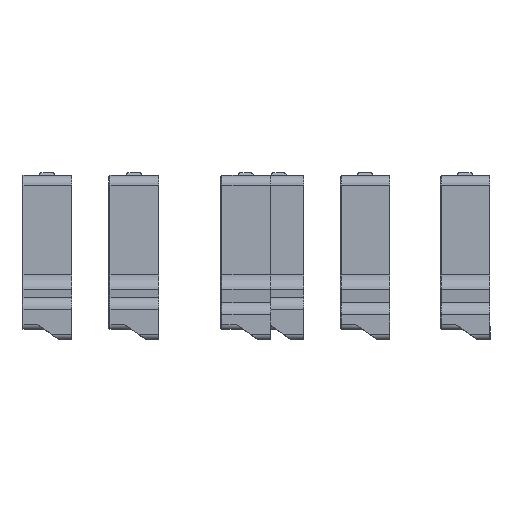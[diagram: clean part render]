
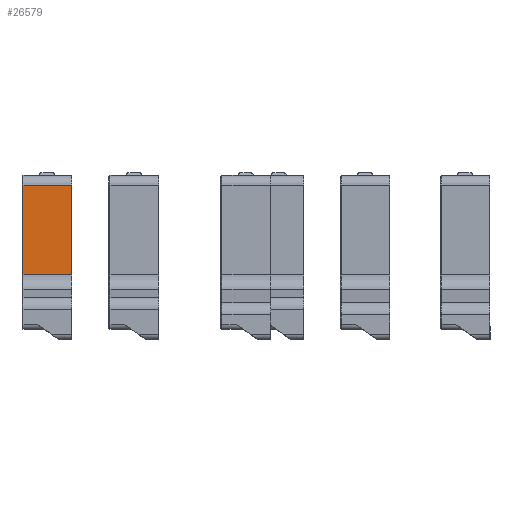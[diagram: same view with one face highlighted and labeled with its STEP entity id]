
A CAD part, front view. The second image highlights one B-rep face of the part: STEP entity #26579.
In plain terms, the highlighted planar face has unit normal (0, -1, 0).
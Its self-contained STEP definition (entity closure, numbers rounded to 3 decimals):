
#1117=LINE('',#40958,#3692);
#1264=LINE('',#41430,#3839);
#1302=LINE('',#41621,#3877);
#1310=LINE('',#41639,#3885);
#3692=VECTOR('',#32330,10.);
#3839=VECTOR('',#32799,10.);
#3877=VECTOR('',#32947,10.);
#3885=VECTOR('',#32965,6.);
#6777=FACE_OUTER_BOUND('',#8328,.T.);
#8328=EDGE_LOOP('',(#19677,#19678,#19679,#19680));
#11350=VERTEX_POINT('',#40955);
#11351=VERTEX_POINT('',#40957);
#11476=VERTEX_POINT('',#41424);
#11477=VERTEX_POINT('',#41428);
#14189=EDGE_CURVE('',#11350,#11351,#1117,.T.);
#14411=EDGE_CURVE('',#11476,#11477,#1264,.T.);
#14476=EDGE_CURVE('',#11476,#11350,#1302,.T.);
#14485=EDGE_CURVE('',#11351,#11477,#1310,.T.);
#19677=ORIENTED_EDGE('',*,*,#14411,.T.);
#19678=ORIENTED_EDGE('',*,*,#14485,.F.);
#19679=ORIENTED_EDGE('',*,*,#14189,.F.);
#19680=ORIENTED_EDGE('',*,*,#14476,.F.);
#25653=PLANE('',#28515);
#26579=ADVANCED_FACE('',(#6777),#25653,.F.);
#28515=AXIS2_PLACEMENT_3D('',#41638,#32963,#32964);
#32330=DIRECTION('',(0.,0.,-1.));
#32799=DIRECTION('',(0.,0.,-1.));
#32947=DIRECTION('',(1.,0.,0.));
#32963=DIRECTION('center_axis',(0.,1.,0.));
#32964=DIRECTION('ref_axis',(0.,0.,
1.));
#32965=DIRECTION('',(-1.,0.,0.));
#40955=CARTESIAN_POINT('',(257.,-45.3,-62.096));
#40957=CARTESIAN_POINT('',(257.,-45.3,-98.198));
#40958=CARTESIAN_POINT('',(257.,-45.3,-94.647));
#41424=CARTESIAN_POINT('',(237.4,-45.3,-62.096));
#41428=CARTESIAN_POINT('',(237.4,-45.3,-98.198));
#41430=CARTESIAN_POINT('',(237.4,-45.3,-94.647));
#41621=CARTESIAN_POINT('',(257.,-45.3,-62.096));
#41638=CARTESIAN_POINT('Origin',(257.,-45.3,-98.198));
#41639=CARTESIAN_POINT('',(257.,-45.3,-98.198));
